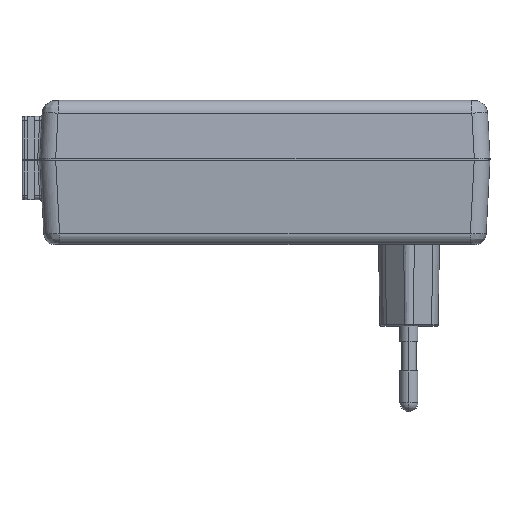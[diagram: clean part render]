
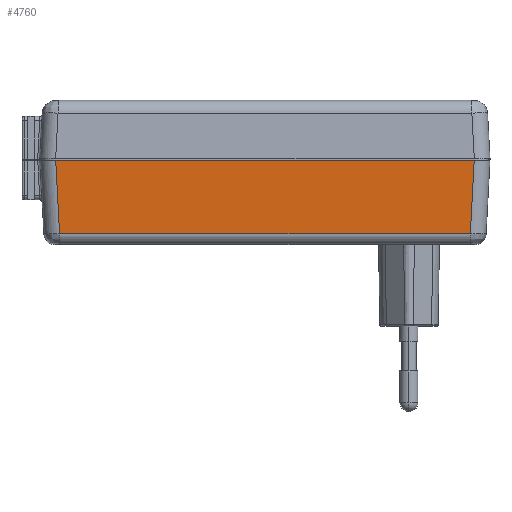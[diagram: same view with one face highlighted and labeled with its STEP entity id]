
A CAD part, top view. The second image highlights one B-rep face of the part: STEP entity #4760.
In plain terms, the highlighted planar face has unit normal (0, -0.052, 0.999).
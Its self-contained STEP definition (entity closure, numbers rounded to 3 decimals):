
#1037=CARTESIAN_POINT('',(-46.484,-0.4,24.479));
#1050=DIRECTION('',(1.,0.,0.));
#1051=VECTOR('',#1050,92.968);
#1052=CARTESIAN_POINT('',(-46.484,-0.4,
24.479));
#1053=LINE('',#1052,#1051);
#1054=DIRECTION('',(-0.052,-0.997,-0.052));
#1055=VECTOR('',#1054,16.275);
#1056=CARTESIAN_POINT('',(46.484,-0.4,
24.479));
#1057=LINE('',#1056,#1055);
#1058=DIRECTION('',(-1.,0.,0.));
#1059=VECTOR('',#1058,91.266);
#1060=CARTESIAN_POINT('',(45.633,-16.631,23.628));
#1061=LINE('',#1060,#1059);
#1062=DIRECTION('',(-0.052,0.997,0.052));
#1063=VECTOR('',#1062,16.275);
#1064=CARTESIAN_POINT('',(-45.633,-16.631,
23.628));
#1065=LINE('',#1064,#1063);
#1066=CARTESIAN_POINT('',(46.484,-0.4,24.479));
#1085=CARTESIAN_POINT('',(45.633,-16.631,23.628));
#2718=VERTEX_POINT('',#1085);
#2721=CARTESIAN_POINT('',(-45.633,-16.631,
23.628));
#2722=VERTEX_POINT('',#2721);
#2734=VERTEX_POINT('',#1066);
#2737=VERTEX_POINT('',#1037);
#4748=CARTESIAN_POINT('',(0.,-8.515,
24.054));
#4749=DIRECTION('',(0.,-0.052,0.999));
#4750=DIRECTION('',(1.,0.,0.));
#4751=AXIS2_PLACEMENT_3D('',#4748,#4749,#4750);
#4752=PLANE('',#4751);
#4753=ORIENTED_EDGE('',*,*,#4275,.T.);
#4755=ORIENTED_EDGE('',*,*,#4754,.T.);
#4756=ORIENTED_EDGE('',*,*,#4691,.T.);
#4757=ORIENTED_EDGE('',*,*,#4741,.T.);
#4758=EDGE_LOOP('',(#4753,#4755,#4756,#4757));
#4759=FACE_OUTER_BOUND('',#4758,.F.);
#4275=EDGE_CURVE('',#2737,#2734,#1053,.T.);
#4691=EDGE_CURVE('',#2718,#2722,#1061,.T.);
#4741=EDGE_CURVE('',#2722,#2737,#1065,.T.);
#4754=EDGE_CURVE('',#2734,#2718,#1057,.T.);
#4760=ADVANCED_FACE('',(#4759),#4752,.T.);
